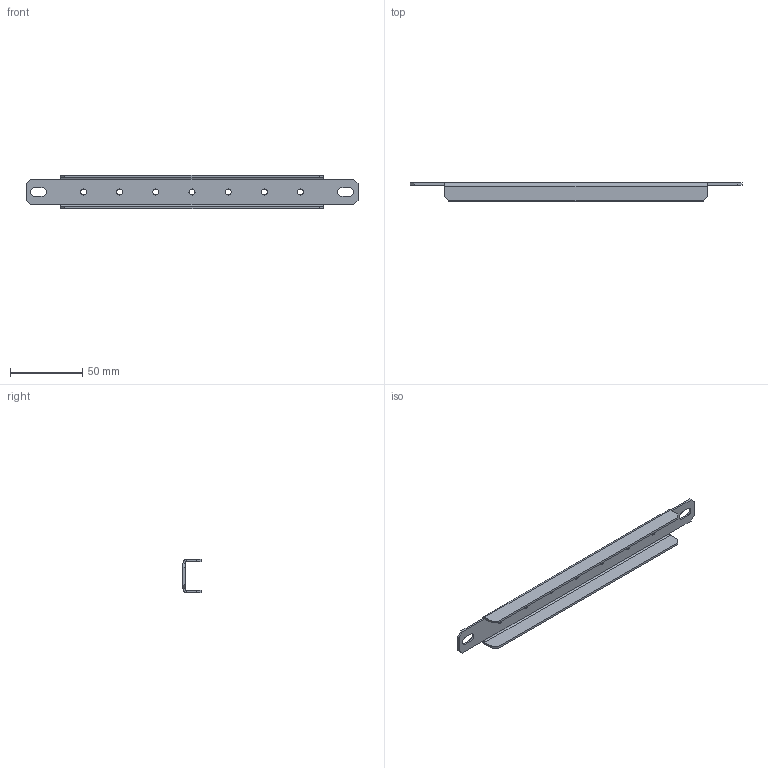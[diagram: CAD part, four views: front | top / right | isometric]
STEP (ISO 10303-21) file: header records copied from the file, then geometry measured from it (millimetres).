
FILE_DESCRIPTION (( 'STEP AP203' ), '1' );
FILE_NAME ('MA1.300.040420.40.01 Ðåéêà äëÿ ìîíòàæíîé ðàìû äâåðè ïåðôîðèðîâàííàÿ Ø = 400 ìì.STEP', '2025-02-26T09:34:59', ( '' ), ( '' ), 'SwSTEP 2.0', 'SolidWorks 2021', '' );
FILE_SCHEMA (( 'CONFIG_CONTROL_DESIGN' ));
Length unit declared in the file: millimetre
Products named in the file (1): MA1.300.040420.40.01 Ðåéêà äëÿ ìîíòàæíîé ðàìû äâåðè ïåðôîðèðîâàííàÿ Ø = 400 ìì
Bounding box: 230 x 12.5 x 23 mm (x, y, z)
Volume: 12796.6 mm3; surface area: 18086.6 mm2
Topology: 1 solids, 1 shells, 49 faces, 125 edges, 78 vertices
Faces by surface type: plane 34, cylinder 15
Full cylindrical faces by diameter (mm): 4.2 x7
Entity records: 1539 total; most frequent: DIRECTION 248, CARTESIAN_POINT 246, ORIENTED_EDGE 236, EDGE_CURVE 118, VECTOR 88, LINE 88, AXIS2_PLACEMENT_3D 80, VERTEX_POINT 78
